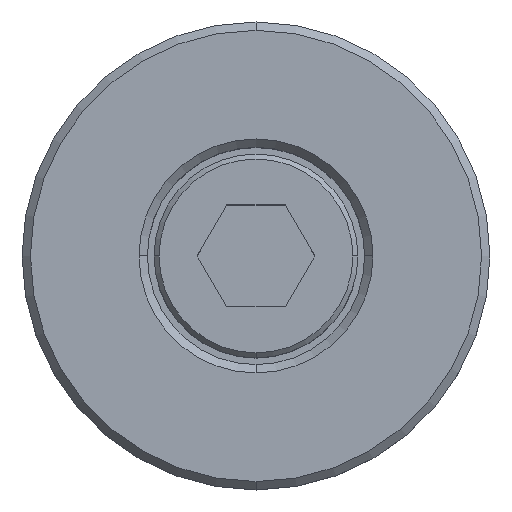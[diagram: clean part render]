
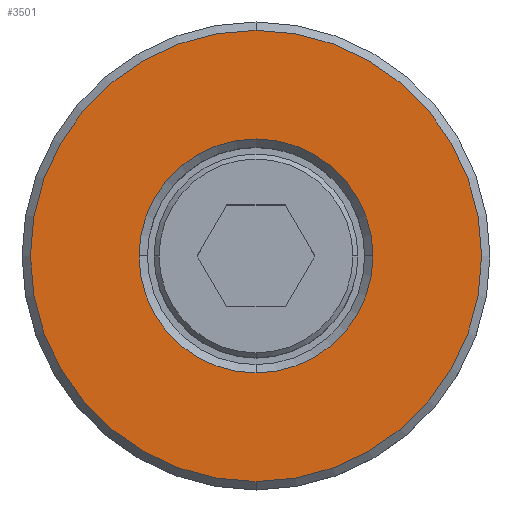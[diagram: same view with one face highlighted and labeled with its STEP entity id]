
A CAD part, top view. The second image highlights one B-rep face of the part: STEP entity #3501.
In plain terms, the highlighted planar face has unit normal (0, 0, 1).
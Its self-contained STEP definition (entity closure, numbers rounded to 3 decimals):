
#52 = AXIS2_PLACEMENT_3D ( 'NONE', #661, #4871, #3740 ) ;
#162 = VERTEX_POINT ( 'NONE', #6178 ) ;
#192 = VERTEX_POINT ( 'NONE', #7360 ) ;
#326 = DIRECTION ( 'NONE',  ( 0., 0., 1. ) ) ;
#347 = EDGE_CURVE ( 'NONE', #192, #162, #5484, .T. ) ;
#381 = PLANE ( 'NONE',  #5760 ) ;
#625 = ORIENTED_EDGE ( 'NONE', *, *, #4441, .T. ) ;
#661 = CARTESIAN_POINT ( 'NONE',  ( 0., 0., 26. ) ) ;
#882 = DIRECTION ( 'NONE',  ( 0., -1., 0. ) ) ;
#1016 = ORIENTED_EDGE ( 'NONE', *, *, #7303, .T. ) ;
#1125 = VERTEX_POINT ( 'NONE', #5372 ) ;
#1380 = CARTESIAN_POINT ( 'NONE',  ( 0., 0., 26. ) ) ;
#1415 = CIRCLE ( 'NONE', #52, 7. ) ;
#1420 = DIRECTION ( 'NONE',  ( 0., 0., -1. ) ) ;
#1526 = DIRECTION ( 'NONE',  ( 0., -1., 0. ) ) ;
#1545 = FACE_OUTER_BOUND ( 'NONE', #4156, .T. ) ;
#1613 = VERTEX_POINT ( 'NONE', #2413 ) ;
#1846 = CARTESIAN_POINT ( 'NONE',  ( 0., 0., 26. ) ) ;
#1920 = CIRCLE ( 'NONE', #6402, 7. ) ;
#1925 = DIRECTION ( 'NONE',  ( 0., 1., 0. ) ) ;
#2207 = FACE_BOUND ( 'NONE', #3116, .T. ) ;
#2390 = DIRECTION ( 'NONE',  ( 1., 0., 0. ) ) ;
#2413 = CARTESIAN_POINT ( 'NONE',  ( 0., -7., 26. ) ) ;
#3116 = EDGE_LOOP ( 'NONE', ( #4453, #1016, #4308 ) ) ;
#3281 = AXIS2_PLACEMENT_3D ( 'NONE', #1846, #5366, #1925 ) ;
#3501 = ADVANCED_FACE ( 'NONE', ( #2207, #1545 ), #381, .F. ) ;
#3567 = CARTESIAN_POINT ( 'NONE',  ( 0., 0., 26. ) ) ;
#3607 = DIRECTION ( 'NONE',  ( -1., 0., 0. ) ) ;
#3740 = DIRECTION ( 'NONE',  ( 1., 0., 0. ) ) ;
#4061 = CARTESIAN_POINT ( 'NONE',  ( 0., 13.5, 26. ) ) ;
#4104 = CARTESIAN_POINT ( 'NONE',  ( 0., 0., 26. ) ) ;
#4156 = EDGE_LOOP ( 'NONE', ( #625, #7288 ) ) ;
#4308 = ORIENTED_EDGE ( 'NONE', *, *, #347, .T. ) ;
#4441 = EDGE_CURVE ( 'NONE', #4789, #1125, #5018, .T. ) ;
#4453 = ORIENTED_EDGE ( 'NONE', *, *, #6292, .T. ) ;
#4601 = AXIS2_PLACEMENT_3D ( 'NONE', #3567, #7700, #3607 ) ;
#4789 = VERTEX_POINT ( 'NONE', #4061 ) ;
#4794 = CIRCLE ( 'NONE', #6397, 13.5 ) ;
#4871 = DIRECTION ( 'NONE',  ( 0., 0., -1. ) ) ;
#5018 = CIRCLE ( 'NONE', #3281, 13.5 ) ;
#5366 = DIRECTION ( 'NONE',  ( 0., 0., 1. ) ) ;
#5372 = CARTESIAN_POINT ( 'NONE',  ( 0., -13.5, 26. ) ) ;
#5484 = CIRCLE ( 'NONE', #4601, 7. ) ;
#5673 = CARTESIAN_POINT ( 'NONE',  ( 0., 0., 26. ) ) ;
#5760 = AXIS2_PLACEMENT_3D ( 'NONE', #1380, #1420, #882 ) ;
#5809 = EDGE_CURVE ( 'NONE', #1125, #4789, #4794, .T. ) ;
#6178 = CARTESIAN_POINT ( 'NONE',  ( 7., 0., 26. ) ) ;
#6292 = EDGE_CURVE ( 'NONE', #162, #1613, #1415, .T. ) ;
#6397 = AXIS2_PLACEMENT_3D ( 'NONE', #5673, #326, #1526 ) ;
#6402 = AXIS2_PLACEMENT_3D ( 'NONE', #4104, #7192, #2390 ) ;
#7192 = DIRECTION ( 'NONE',  ( 0., 0., -1. ) ) ;
#7288 = ORIENTED_EDGE ( 'NONE', *, *, #5809, .T. ) ;
#7303 = EDGE_CURVE ( 'NONE', #1613, #192, #1920, .T. ) ;
#7360 = CARTESIAN_POINT ( 'NONE',  ( -7., 0., 26. ) ) ;
#7700 = DIRECTION ( 'NONE',  ( 0., 0., -1. ) ) ;
